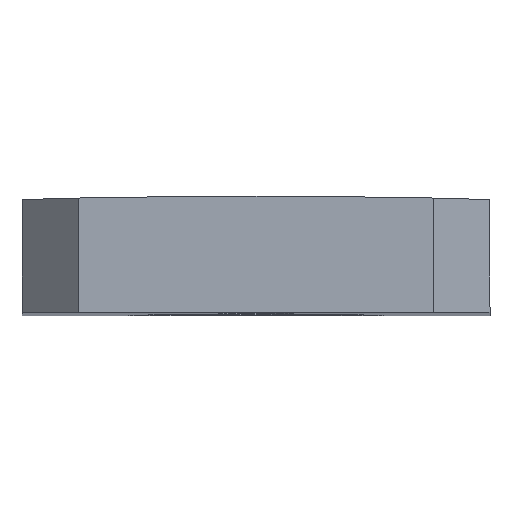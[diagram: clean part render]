
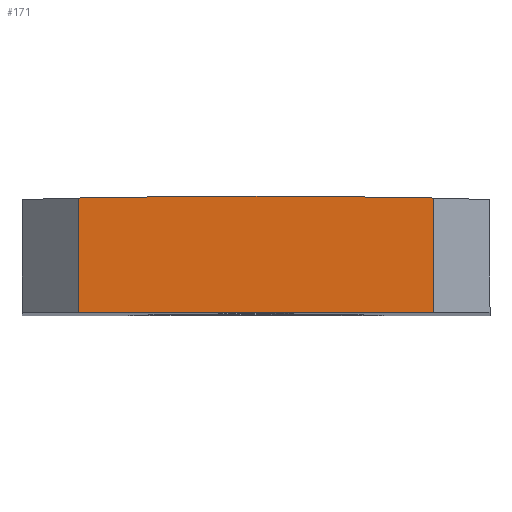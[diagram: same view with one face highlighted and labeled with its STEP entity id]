
A CAD part, top view. The second image highlights one B-rep face of the part: STEP entity #171.
In plain terms, the highlighted planar face has unit normal (0, 0, 1).
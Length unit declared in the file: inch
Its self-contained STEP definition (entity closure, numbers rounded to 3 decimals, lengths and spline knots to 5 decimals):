
#9 = ORIENTED_EDGE ( 'NONE', *, *, #445, .T. ) ;
#37 = LINE ( 'NONE', #259, #499 ) ;
#39 = CARTESIAN_POINT ( 'NONE',  ( -0.125, 4.188, 0.5625 ) ) ;
#56 = EDGE_CURVE ( 'NONE', #420, #77, #225, .T. ) ;
#77 = VERTEX_POINT ( 'NONE', #692 ) ;
#171 = ADVANCED_FACE ( 'NONE', ( #229 ), #927, .T. ) ;
#222 = VERTEX_POINT ( 'NONE', #316 ) ;
#224 = DIRECTION ( 'NONE',  ( 0., 0., 1. ) ) ;
#225 = CIRCLE ( 'NONE', #796, 4.25 ) ;
#229 = FACE_OUTER_BOUND ( 'NONE', #437, .T. ) ;
#259 = CARTESIAN_POINT ( 'NONE',  ( 0.095, 4.24816, 0.5625 ) ) ;
#272 = DIRECTION ( 'NONE',  ( 0., 1., 0. ) ) ;
#316 = CARTESIAN_POINT ( 'NONE',  ( -0.095, 4.188, 0.5625 ) ) ;
#379 = AXIS2_PLACEMENT_3D ( 'NONE', #514, #224, #804 ) ;
#413 = DIRECTION ( 'NONE',  ( 1., 0., 0. ) ) ;
#420 = VERTEX_POINT ( 'NONE', #845 ) ;
#437 = EDGE_LOOP ( 'NONE', ( #847, #541, #9, #665 ) ) ;
#445 = EDGE_CURVE ( 'NONE', #222, #751, #784, .T. ) ;
#475 = DIRECTION ( 'NONE',  ( 1., 0., 0. ) ) ;
#495 = EDGE_CURVE ( 'NONE', #77, #222, #923, .T. ) ;
#499 = VECTOR ( 'NONE', #272, 39.37008 ) ;
#500 = CARTESIAN_POINT ( 'NONE',  ( 0., 0., 0.5625 ) ) ;
#514 = CARTESIAN_POINT ( 'NONE',  ( 0., 0., 0.5625 ) ) ;
#541 = ORIENTED_EDGE ( 'NONE', *, *, #495, .T. ) ;
#553 = CARTESIAN_POINT ( 'NONE',  ( 0.095, 4.188, 0.5625 ) ) ;
#591 = VECTOR ( 'NONE', #621, 39.37008 ) ;
#621 = DIRECTION ( 'NONE',  ( 0., -1., 0. ) ) ;
#639 = VECTOR ( 'NONE', #413, 39.37008 ) ;
#665 = ORIENTED_EDGE ( 'NONE', *, *, #802, .T. ) ;
#692 = CARTESIAN_POINT ( 'NONE',  ( -0.095, 4.24894, 0.5625 ) ) ;
#751 = VERTEX_POINT ( 'NONE', #553 ) ;
#784 = LINE ( 'NONE', #39, #639 ) ;
#796 = AXIS2_PLACEMENT_3D ( 'NONE', #500, #836, #475 ) ;
#802 = EDGE_CURVE ( 'NONE', #751, #420, #37, .T. ) ;
#804 = DIRECTION ( 'NONE',  ( 1., 0., 0. ) ) ;
#836 = DIRECTION ( 'NONE',  ( 0., 0., 1. ) ) ;
#840 = CARTESIAN_POINT ( 'NONE',  ( -0.095, 4.188, 0.5625 ) ) ;
#845 = CARTESIAN_POINT ( 'NONE',  ( 0.095, 4.24894, 0.5625 ) ) ;
#847 = ORIENTED_EDGE ( 'NONE', *, *, #56, .T. ) ;
#923 = LINE ( 'NONE', #840, #591 ) ;
#927 = PLANE ( 'NONE',  #379 ) ;
